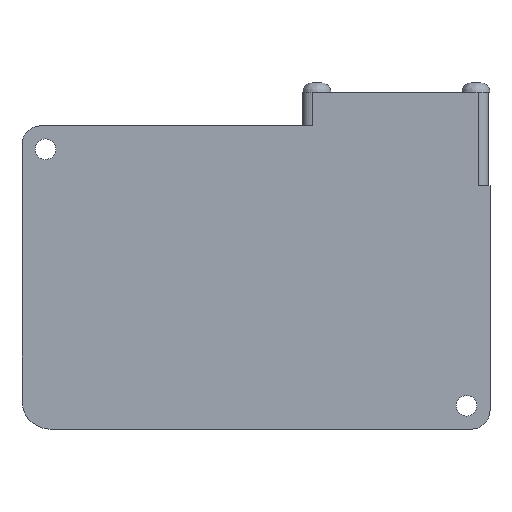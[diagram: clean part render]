
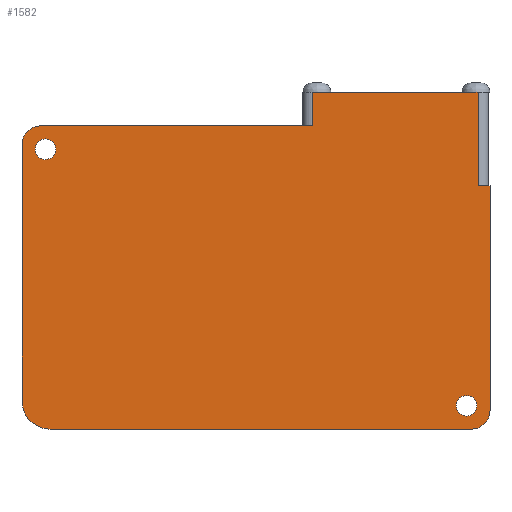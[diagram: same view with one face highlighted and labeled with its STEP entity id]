
A CAD part, left-side view. The second image highlights one B-rep face of the part: STEP entity #1582.
In plain terms, the highlighted planar face has unit normal (-1, 0, 0).
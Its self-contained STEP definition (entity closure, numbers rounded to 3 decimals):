
#73=CIRCLE('',#1722,2.);
#74=CIRCLE('',#1723,3.);
#75=CIRCLE('',#1724,2.);
#76=CIRCLE('',#1725,1.1);
#77=CIRCLE('',#1726,1.1);
#132=FACE_BOUND('',#272,.T.);
#133=FACE_BOUND('',#273,.T.);
#180=FACE_OUTER_BOUND('',#271,.T.);
#271=EDGE_LOOP('',(#1241,#1242,#1243,#1244,#1245,#1246,#1247,#1248,#1249,
#1250,#1251,#1252,#1253));
#272=EDGE_LOOP('',(#1254));
#273=EDGE_LOOP('',(#1255));
#379=LINE('',#2428,#537);
#386=LINE('',#2553,#544);
#388=LINE('',#2560,#546);
#389=LINE('',#2563,#547);
#399=LINE('',#2588,#557);
#404=LINE('',#2598,#562);
#405=LINE('',#2600,#563);
#406=LINE('',#2604,#564);
#407=LINE('',#2608,#565);
#408=LINE('',#2610,#566);
#537=VECTOR('',#1950,10.);
#544=VECTOR('',#2003,10.);
#546=VECTOR('',#2011,10.);
#547=VECTOR('',#2014,10.);
#557=VECTOR('',#2036,10.);
#562=VECTOR('',#2043,10.);
#563=VECTOR('',#2044,10.);
#564=VECTOR('',#2047,10.);
#565=VECTOR('',#2050,10.);
#566=VECTOR('',#2053,10.);
#693=VERTEX_POINT('',#2425);
#694=VERTEX_POINT('',#2427);
#708=VERTEX_POINT('',#2552);
#710=VERTEX_POINT('',#2558);
#711=VERTEX_POINT('',#2562);
#719=VERTEX_POINT('',#2585);
#720=VERTEX_POINT('',#2587);
#724=VERTEX_POINT('',#2597);
#725=VERTEX_POINT('',#2599);
#726=VERTEX_POINT('',#2601);
#727=VERTEX_POINT('',#2603);
#728=VERTEX_POINT('',#2605);
#729=VERTEX_POINT('',#2607);
#730=VERTEX_POINT('',#2611);
#731=VERTEX_POINT('',#2613);
#869=EDGE_CURVE('',#693,#694,#379,.T.);
#892=EDGE_CURVE('',#694,#708,#386,.T.);
#896=EDGE_CURVE('',#710,#693,#388,.T.);
#897=EDGE_CURVE('',#708,#711,#389,.T.);
#909=EDGE_CURVE('',#720,#719,#399,.T.);
#914=EDGE_CURVE('',#724,#710,#404,.T.);
#915=EDGE_CURVE('',#724,#725,#405,.T.);
#916=EDGE_CURVE('',#726,#725,#73,.T.);
#917=EDGE_CURVE('',#726,#727,#406,.T.);
#918=EDGE_CURVE('',#728,#727,#74,.T.);
#919=EDGE_CURVE('',#728,#729,#407,.T.);
#920=EDGE_CURVE('',#720,#729,#75,.T.);
#921=EDGE_CURVE('',#719,#711,#408,.T.);
#922=EDGE_CURVE('',#730,#730,#76,.T.);
#923=EDGE_CURVE('',#731,#731,#77,.T.);
#1241=ORIENTED_EDGE('',*,*,#897,.F.);
#1242=ORIENTED_EDGE('',*,*,#892,.F.);
#1243=ORIENTED_EDGE('',*,*,#869,.F.);
#1244=ORIENTED_EDGE('',*,*,#896,.F.);
#1245=ORIENTED_EDGE('',*,*,#914,.F.);
#1246=ORIENTED_EDGE('',*,*,#915,.T.);
#1247=ORIENTED_EDGE('',*,*,#916,.F.);
#1248=ORIENTED_EDGE('',*,*,#917,.T.);
#1249=ORIENTED_EDGE('',*,*,#918,.F.);
#1250=ORIENTED_EDGE('',*,*,#919,.T.);
#1251=ORIENTED_EDGE('',*,*,#920,.F.);
#1252=ORIENTED_EDGE('',*,*,#909,.T.);
#1253=ORIENTED_EDGE('',*,*,#921,.T.);
#1254=ORIENTED_EDGE('',*,*,#922,.T.);
#1255=ORIENTED_EDGE('',*,*,#923,.T.);
#1513=PLANE('',#1721);
#1582=ADVANCED_FACE('',(#180,#132,#133),#1513,.F.);
#1721=AXIS2_PLACEMENT_3D('',#2596,#2041,#2042);
#1722=AXIS2_PLACEMENT_3D('',#2602,#2045,#2046);
#1723=AXIS2_PLACEMENT_3D('',#2606,#2048,#2049);
#1724=AXIS2_PLACEMENT_3D('',#2609,#2051,#2052);
#1725=AXIS2_PLACEMENT_3D('',#2612,#2054,#2055);
#1726=AXIS2_PLACEMENT_3D('',#2614,#2056,#2057);
#1950=DIRECTION('',(0.,-1.,0.));
#2003=DIRECTION('',(0.,-1.,0.));
#2011=DIRECTION('',(0.,-1.,0.));
#2014=DIRECTION('',(0.,0.,-1.));
#2036=DIRECTION('',(0.,0.,1.));
#2041=DIRECTION('center_axis',(1.,0.,0.));
#2042=DIRECTION('ref_axis',(0.,0.,-1.));
#2043=DIRECTION('',(0.,0.,1.));
#2044=DIRECTION('',(0.,1.,0.));
#2045=DIRECTION('center_axis',(1.,0.,0.));
#2046=DIRECTION('ref_axis',(0.,0.707,0.707));
#2047=DIRECTION('',(0.,0.,-1.));
#2048=DIRECTION('center_axis',(1.,0.,0.));
#2049=DIRECTION('ref_axis',(0.,0.707,-0.707));
#2050=DIRECTION('',(0.,-1.,0.));
#2051=DIRECTION('center_axis',(1.,0.,0.));
#2052=DIRECTION('ref_axis',(0.,-0.707,-0.707));
#2053=DIRECTION('',(0.,1.,0.));
#2054=DIRECTION('center_axis',(1.,0.,0.));
#2055=DIRECTION('ref_axis',(0.,-1.,0.));
#2056=DIRECTION('center_axis',(1.,0.,0.));
#2057=DIRECTION('ref_axis',(0.,-1.,0.));
#2425=CARTESIAN_POINT('',(0.,18.5,3.6));
#2427=CARTESIAN_POINT('',(0.,1.5,3.6));
#2428=CARTESIAN_POINT('',(0.,20.,3.6));
#2552=CARTESIAN_POINT('',(0.,1.2,3.6));
#2553=CARTESIAN_POINT('',(0.,20.,3.6));
#2558=CARTESIAN_POINT('',(0.,19.,3.6));
#2560=CARTESIAN_POINT('',(0.,20.,3.6));
#2562=CARTESIAN_POINT('',(0.,1.2,-6.4));
#2563=CARTESIAN_POINT('',(0.,1.2,-8.8));
#2585=CARTESIAN_POINT('',(0.,0.,-6.4));
#2587=CARTESIAN_POINT('',(0.,0.,-30.4));
#2588=CARTESIAN_POINT('',(0.,0.,-32.4));
#2596=CARTESIAN_POINT('Origin',(0.,25.,-16.2));
#2597=CARTESIAN_POINT('',(0.,19.,0.));
#2598=CARTESIAN_POINT('',(0.,19.,-8.1));
#2599=CARTESIAN_POINT('',(0.,48.,0.));
#2600=CARTESIAN_POINT('',(0.,0.,0.));
#2601=CARTESIAN_POINT('',(0.,50.,-2.));
#2602=CARTESIAN_POINT('Origin',(0.,48.,-2.));
#2603=CARTESIAN_POINT('',(0.,50.,-29.4));
#2604=CARTESIAN_POINT('',(0.,50.,0.));
#2605=CARTESIAN_POINT('',(0.,47.,-32.4));
#2606=CARTESIAN_POINT('Origin',(0.,47.,-29.4));
#2607=CARTESIAN_POINT('',(0.,2.,-32.4));
#2608=CARTESIAN_POINT('',(0.,50.,-32.4));
#2609=CARTESIAN_POINT('Origin',(0.,2.,-30.4));
#2610=CARTESIAN_POINT('',(0.,12.5,-6.4));
#2611=CARTESIAN_POINT('',(0.,48.6,-2.5));
#2612=CARTESIAN_POINT('Origin',(0.,47.5,-2.5));
#2613=CARTESIAN_POINT('',(0.,3.6,-29.9));
#2614=CARTESIAN_POINT('Origin',(0.,2.5,-29.9));
